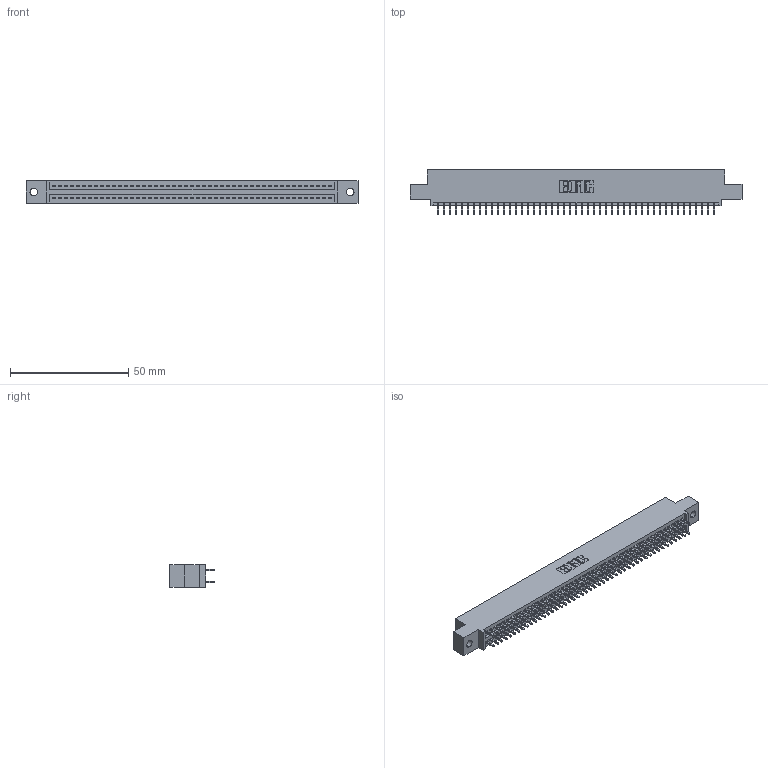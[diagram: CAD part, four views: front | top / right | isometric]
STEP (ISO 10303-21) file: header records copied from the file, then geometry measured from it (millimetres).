
FILE_DESCRIPTION (( 'STEP AP203' ), '1' );
FILE_NAME ('395-094-521-502.STEP', '2018-11-29T10:49:25', ( '' ), ( '' ), 'SwSTEP 2.0', 'SolidWorks 2016', '' );
FILE_SCHEMA (( 'CONFIG_CONTROL_DESIGN' ));
Length unit declared in the file: inch
Products named in the file (3): 345 Part_0.110 Offset - 0.128 Dia; 395-094-521-502; 345-292-001_345-293-121
Assembly tree (95 placements, depth 2):
  395-094-521-502
    345 Part_0.110 Offset - 0.128 Dia
    345-292-001_345-293-121  x94
Bounding box: 140.59 x 18.72 x 9.4 mm (x, y, z)
Volume: 13555 mm3; surface area: 19703.7 mm2
Topology: 95 solids, 95 shells, 4830 faces, 14359 edges, 9446 vertices
Faces by surface type: plane 3186, cylinder 1644
Entity records: 36357 total; most frequent: CARTESIAN_POINT 6092, ORIENTED_EDGE 6026, DIRECTION 5365, EDGE_CURVE 3013, VECTOR 2693, LINE 2693, VERTEX_POINT 2006, AXIS2_PLACEMENT_3D 1336
